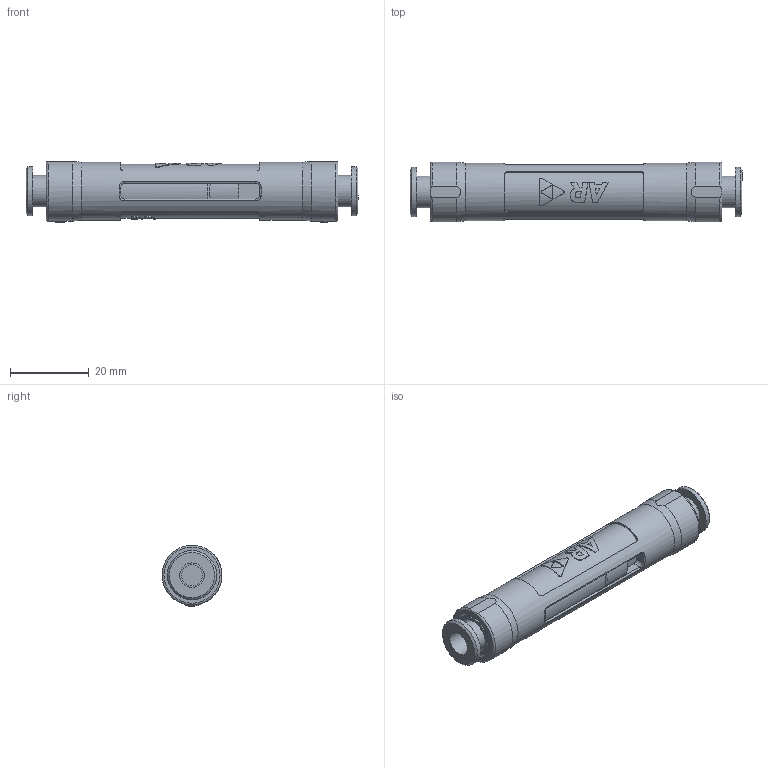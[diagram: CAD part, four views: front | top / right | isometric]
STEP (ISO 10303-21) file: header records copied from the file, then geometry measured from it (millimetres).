
FILE_DESCRIPTION(/* description */ (''),/* implementation_level */ '2;1');
FILE_NAME(/* name */ 'evlinp20.stp',/* time_stamp */ '2025-06-05T11:51:22+02:00',/* author */ ('Enginyeria4'),/* organization */ (''),/* preprocessor_version */ 'ST-DEVELOPER v20',/* originating_system */ 'Autodesk Inventor 2024',/* authorisation */ '');
FILE_SCHEMA (('AUTOMOTIVE_DESIGN { 1 0 10303 214 3 1 1 }'));
Length unit declared in the file: millimetre
Products named in the file (1): Pieza1
Bounding box: 84.15 x 15.2 x 15.3 mm (x, y, z)
Volume: 11548.4 mm3; surface area: 6672.9 mm2
Topology: 1 solids, 5 shells, 265 faces, 639 edges, 415 vertices
Faces by surface type: plane 78, bspline 77, cylinder 70, cone 22, torus 18
Full cylindrical faces by diameter (mm): 5.3 x2, 6.2 x2, 8 x2, 9.9 x2, 10.5 x6, 10.6 x2, 10.9 x2, 10.95 x2, 11 x2, 11.2 x6, 12.5 x2, 14.6 x1
Entity records: 9771 total; most frequent: CARTESIAN_POINT 3625, ORIENTED_EDGE 1278, DIRECTION 1025, EDGE_CURVE 639, VERTEX_POINT 414, AXIS2_PLACEMENT_3D 381, EDGE_LOOP 303, FACE_OUTER_BOUND 265
